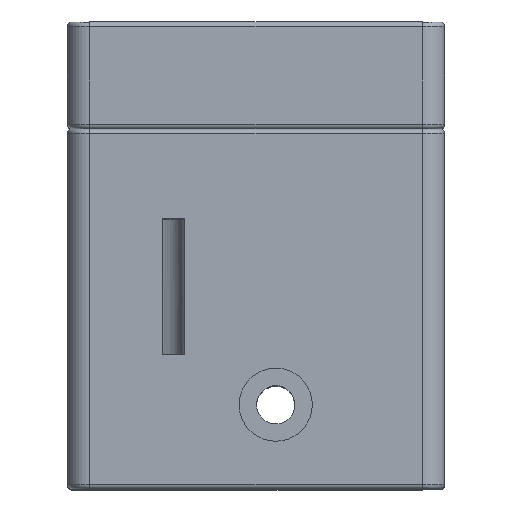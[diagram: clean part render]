
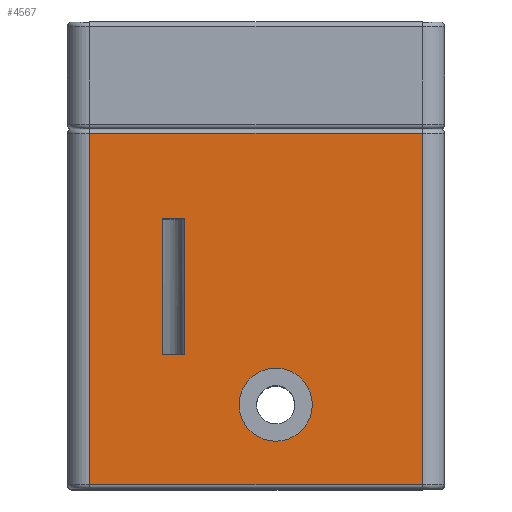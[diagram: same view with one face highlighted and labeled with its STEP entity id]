
A CAD part, top view. The second image highlights one B-rep face of the part: STEP entity #4567.
In plain terms, the highlighted planar face has unit normal (0, 0, 1).
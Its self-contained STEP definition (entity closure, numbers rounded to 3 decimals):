
#25=FACE_BOUND('',#1323,.T.);
#26=FACE_BOUND('',#1324,.T.);
#109=PLANE('',#4967);
#205=LINE('',#7897,#498);
#217=LINE('',#7958,#510);
#218=LINE('',#7960,#511);
#219=LINE('',#7961,#512);
#220=LINE('',#7964,#513);
#221=LINE('',#7966,#514);
#222=LINE('',#7968,#515);
#223=LINE('',#7969,#516);
#498=VECTOR('',#5731,10.);
#510=VECTOR('',#5807,10.);
#511=VECTOR('',#5808,10.);
#512=VECTOR('',#5809,10.);
#513=VECTOR('',#5810,10.);
#514=VECTOR('',#5811,10.);
#515=VECTOR('',#5812,10.);
#516=VECTOR('',#5813,10.);
#1015=FACE_OUTER_BOUND('',#1322,.T.);
#1322=EDGE_LOOP('',(#3352,#3353,#3354,#3355));
#1323=EDGE_LOOP('',(#3356,#3357,#3358,#3359));
#1324=EDGE_LOOP('',(#3360));
#1728=CIRCLE('',#4968,3.25);
#2075=VERTEX_POINT('',#7889);
#2077=VERTEX_POINT('',#7895);
#2094=VERTEX_POINT('',#7957);
#2095=VERTEX_POINT('',#7959);
#2096=VERTEX_POINT('',#7962);
#2097=VERTEX_POINT('',#7963);
#2098=VERTEX_POINT('',#7965);
#2099=VERTEX_POINT('',#7967);
#2100=VERTEX_POINT('',#7970);
#2528=EDGE_CURVE('',#2077,#2075,#205,.T.);
#2559=EDGE_CURVE('',#2094,#2077,#217,.T.);
#2560=EDGE_CURVE('',#2095,#2094,#218,.T.);
#2561=EDGE_CURVE('',#2075,#2095,#219,.T.);
#2562=EDGE_CURVE('',#2096,#2097,#220,.T.);
#2563=EDGE_CURVE('',#2097,#2098,#221,.T.);
#2564=EDGE_CURVE('',#2098,#2099,#222,.T.);
#2565=EDGE_CURVE('',#2099,#2096,#223,.T.);
#2566=EDGE_CURVE('',#2100,#2100,#1728,.T.);
#3352=ORIENTED_EDGE('',*,*,#2528,.F.);
#3353=ORIENTED_EDGE('',*,*,#2559,.F.);
#3354=ORIENTED_EDGE('',*,*,#2560,.F.);
#3355=ORIENTED_EDGE('',*,*,#2561,.F.);
#3356=ORIENTED_EDGE('',*,*,#2562,.T.);
#3357=ORIENTED_EDGE('',*,*,#2563,.T.);
#3358=ORIENTED_EDGE('',*,*,#2564,.T.);
#3359=ORIENTED_EDGE('',*,*,#2565,.T.);
#3360=ORIENTED_EDGE('',*,*,#2566,.T.);
#4567=ADVANCED_FACE('',(#1015,#25,#26),#109,.T.);
#4967=AXIS2_PLACEMENT_3D('',#7956,#5805,#5806);
#4968=AXIS2_PLACEMENT_3D('',#7971,#5814,#5815);
#5731=DIRECTION('',(-1.,0.,0.));
#5805=DIRECTION('center_axis',(0.,0.,1.));
#5806=DIRECTION('ref_axis',(1.,0.,0.));
#5807=DIRECTION('',(0.,-1.,0.));
#5808=DIRECTION('',(1.,0.,0.));
#5809=DIRECTION('',(0.,1.,0.));
#5810=DIRECTION('',(0.,1.,0.));
#5811=DIRECTION('',(1.,0.,0.));
#5812=DIRECTION('',(0.,-1.,0.));
#5813=DIRECTION('',(-1.,0.,0.));
#5814=DIRECTION('center_axis',(0.,0.,-1.));
#5815=DIRECTION('ref_axis',(1.,0.,0.));
#7889=CARTESIAN_POINT('',(-16.5,0.4,23.));
#7895=CARTESIAN_POINT('',(13.,0.4,23.));
#7897=CARTESIAN_POINT('',(-10.125,0.4,23.));
#7956=CARTESIAN_POINT('Origin',(-18.5,0.,23.));
#7957=CARTESIAN_POINT('',(13.,31.6,23.));
#7958=CARTESIAN_POINT('',(13.,0.,23.));
#7959=CARTESIAN_POINT('',(-16.5,31.6,23.));
#7960=CARTESIAN_POINT('',(-10.125,31.6,23.));
#7961=CARTESIAN_POINT('',(-16.5,0.,23.));
#7962=CARTESIAN_POINT('',(-10.08,12.,23.));
#7963=CARTESIAN_POINT('',(-10.08,24.,23.));
#7964=CARTESIAN_POINT('',(-10.08,6.,23.));
#7965=CARTESIAN_POINT('',(-8.08,24.,23.));
#7966=CARTESIAN_POINT('',(-15.476,24.,23.));
#7967=CARTESIAN_POINT('',(-8.08,12.,23.));
#7968=CARTESIAN_POINT('',(-8.08,6.,23.));
#7969=CARTESIAN_POINT('',(-15.476,12.,23.));
#7970=CARTESIAN_POINT('',(-3.25,7.5,23.));
#7971=CARTESIAN_POINT('Origin',(0.,7.5,23.));
